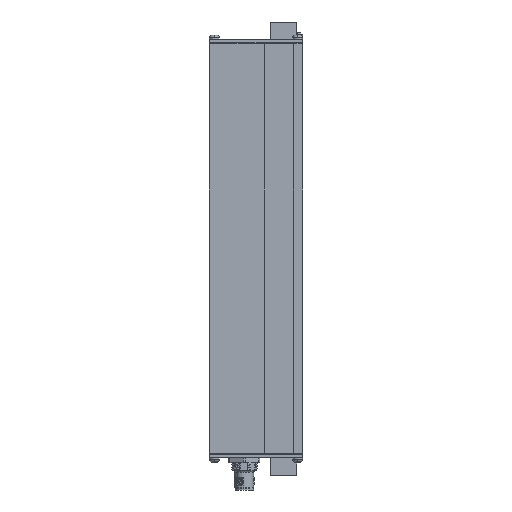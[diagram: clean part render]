
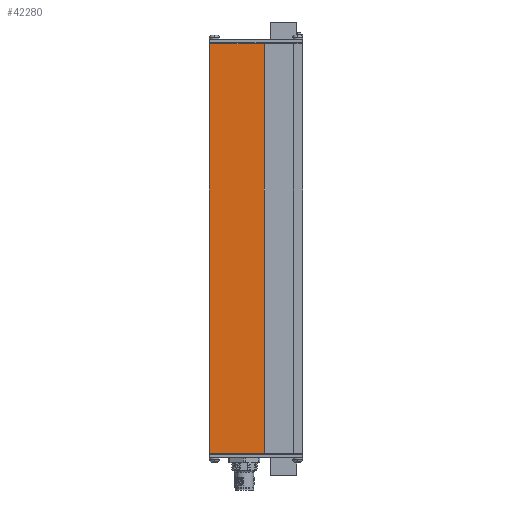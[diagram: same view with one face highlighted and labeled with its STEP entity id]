
A CAD part, front view. The second image highlights one B-rep face of the part: STEP entity #42280.
In plain terms, the highlighted planar face has unit normal (0, -1, 0).
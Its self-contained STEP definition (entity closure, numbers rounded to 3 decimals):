
#1299 = VERTEX_POINT ( 'NONE', #51249 ) ;
#3020 = ORIENTED_EDGE ( 'NONE', *, *, #29357, .T. ) ;
#4923 = DIRECTION ( 'NONE',  ( 1., 0., 0. ) ) ;
#5833 = CARTESIAN_POINT ( 'NONE',  ( 4.8, -13.5, -118. ) ) ;
#6043 = LINE ( 'NONE', #30979, #31456 ) ;
#6769 = AXIS2_PLACEMENT_3D ( 'NONE', #37475, #80078, #67332 ) ;
#8239 = LINE ( 'NONE', #66968, #28601 ) ;
#20323 = DIRECTION ( 'NONE',  ( 1., 0., 0. ) ) ;
#20416 = VECTOR ( 'NONE', #71540, 1000. ) ;
#23993 = DIRECTION ( 'NONE',  ( 1., 0., 0. ) ) ;
#24051 = VECTOR ( 'NONE', #20323, 1000. ) ;
#25245 = DIRECTION ( 'NONE',  ( 0., 0., 1. ) ) ;
#28601 = VECTOR ( 'NONE', #23993, 1000. ) ;
#29357 = EDGE_CURVE ( 'Defeature ausgef�hrt1_68+Defeature ausgef�hrt1_97+Defeature ausgef�hrt1_9+Defeature ausgef�hrt1_533', #57313, #1299, #6043, .T. ) ;
#30487 = ORIENTED_EDGE ( 'NONE', *, *, #35645, .T. ) ;
#30979 = CARTESIAN_POINT ( 'NONE',  ( 4.8, -13.5, -118. ) ) ;
#31456 = VECTOR ( 'NONE', #25245, 1000. ) ;
#33903 = VERTEX_POINT ( 'NONE', #51343 ) ;
#35645 = EDGE_CURVE ( 'Defeature ausgef�hrt1_68+Defeature ausgef�hrt1_9+Defeature ausgef�hrt1_105+Defeature ausgef�hrt1_97', #61207, #57313, #45208, .T. ) ;
#35874 = FACE_OUTER_BOUND ( 'NONE', #53567, .T. ) ;
#36033 = CARTESIAN_POINT ( 'NONE',  ( 0., -13.5, 118. ) ) ;
#36579 = VECTOR ( 'NONE', #4923, 1000. ) ;
#37090 = PLANE ( 'NONE',  #6769 ) ;
#37475 = CARTESIAN_POINT ( 'NONE',  ( 0., -13.5, -118. ) ) ;
#37523 = CARTESIAN_POINT ( 'NONE',  ( -26.75, -13.5, 118. ) ) ;
#42280 = ADVANCED_FACE ( 'Defeature ausgef�hrt1_68', ( #35874 ), #37090, .T. ) ;
#45208 = LINE ( 'NONE', #63207, #24051 ) ;
#46572 = CARTESIAN_POINT ( 'NONE',  ( -26.75, -13.5, -118. ) ) ;
#49602 = ORIENTED_EDGE ( 'NONE', *, *, #60465, .F. ) ;
#50815 = ORIENTED_EDGE ( 'NONE', *, *, #74370, .T. ) ;
#51249 = CARTESIAN_POINT ( 'NONE',  ( 4.8, -13.5, 118. ) ) ;
#51343 = CARTESIAN_POINT ( 'NONE',  ( -26.7, -13.5, 118. ) ) ;
#53567 = EDGE_LOOP ( 'NONE', ( #73424, #50815, #30487, #3020, #49602 ) ) ;
#54048 = CARTESIAN_POINT ( 'NONE',  ( -26.75, -13.5, -118. ) ) ;
#57313 = VERTEX_POINT ( 'NONE', #5833 ) ;
#60465 = EDGE_CURVE ( 'Defeature ausgef�hrt1_533+Defeature ausgef�hrt1_68+Defeature ausgef�hrt1_539+Defeature ausgef�hrt1_179', #33903, #1299, #8239, .T. ) ;
#61207 = VERTEX_POINT ( 'NONE', #54048 ) ;
#61937 = EDGE_CURVE ( 'Defeature ausgef�hrt1_21+Defeature ausgef�hrt1_68+Defeature ausgef�hrt1_105+Defeature ausgef�hrt1_539', #80258, #33903, #67091, .T. ) ;
#63207 = CARTESIAN_POINT ( 'NONE',  ( 0., -13.5, -118. ) ) ;
#66968 = CARTESIAN_POINT ( 'NONE',  ( 27., -13.5, 118. ) ) ;
#67091 = LINE ( 'NONE', #36033, #36579 ) ;
#67332 = DIRECTION ( 'NONE',  ( 0., 0., -1. ) ) ;
#71540 = DIRECTION ( 'NONE',  ( 0., 0., -1. ) ) ;
#71951 = LINE ( 'NONE', #46572, #20416 ) ;
#73424 = ORIENTED_EDGE ( 'NONE', *, *, #61937, .F. ) ;
#74370 = EDGE_CURVE ( 'Defeature ausgef�hrt1_68+Defeature ausgef�hrt1_105+Defeature ausgef�hrt1_21+Defeature ausgef�hrt1_9', #80258, #61207, #71951, .T. ) ;
#80078 = DIRECTION ( 'NONE',  ( 0., -1., 0. ) ) ;
#80258 = VERTEX_POINT ( 'NONE', #37523 ) ;
